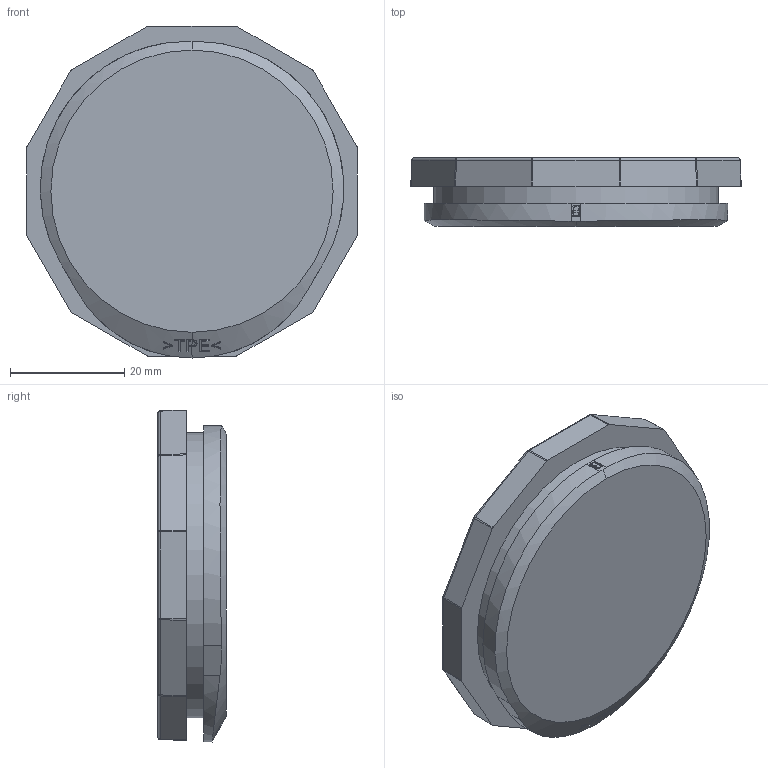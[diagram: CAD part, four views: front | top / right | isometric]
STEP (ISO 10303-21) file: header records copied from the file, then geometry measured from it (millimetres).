
FILE_DESCRIPTION(/* description */ (''),/* implementation_level */ '2;1');
FILE_NAME(/* name */ '28863_6_KES-E-R50_18-B.stp',/* time_stamp */ '2020-04-09T12:31:14+02:00',/* author */ (''),/* organization */ (''),/* preprocessor_version */ 'ST-DEVELOPER v16.7',/* originating_system */ 'SIEMENS PLM Software NX 12.0',/* authorisation */ '');
FILE_SCHEMA (('AUTOMOTIVE_DESIGN { 1 0 10303 214 3 1 1 1 }'));
Length unit declared in the file: millimetre
Products named in the file (1): 28863_6_KES-E-R50_18-B
Bounding box: 57.93 x 12.04 x 58.21 mm (x, y, z)
Volume: 27984.6 mm3; surface area: 7995.9 mm2
Topology: 1 solids, 1 shells, 739 faces, 1956 edges, 1182 vertices
Faces by surface type: plane 374, bspline 129, sphere 96, torus 54, revolution 36, cylinder 28, extrusion 12, cone 10
Full cylindrical faces by diameter (mm): 50 x1
Entity records: 33243 total; most frequent: CARTESIAN_POINT 16300, ORIENTED_EDGE 3718, DIRECTION 3146, EDGE_CURVE 1859, VERTEX_POINT 1182, AXIS2_PLACEMENT_3D 1057, VECTOR 996, LINE 984
